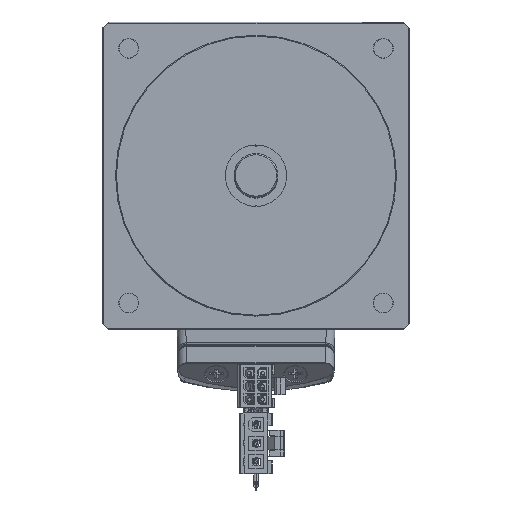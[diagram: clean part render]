
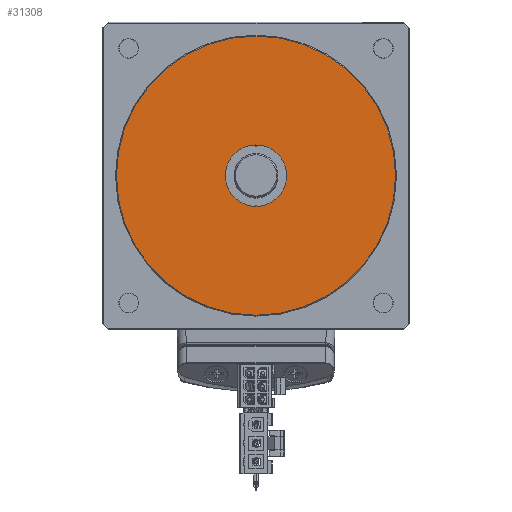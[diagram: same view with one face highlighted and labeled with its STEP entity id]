
A CAD part, top view. The second image highlights one B-rep face of the part: STEP entity #31308.
In plain terms, the highlighted planar face has unit normal (0, 0, 1).
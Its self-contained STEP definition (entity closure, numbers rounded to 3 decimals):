
#30391=CARTESIAN_POINT('',(0.,0.,18.75));
#30392=DIRECTION('',(0.,0.,-1.));
#30393=DIRECTION('',(1.,0.,0.));
#30394=AXIS2_PLACEMENT_3D('',#30391,#30392,#30393);
#30396=CARTESIAN_POINT('',(0.,0.,18.75));
#30397=DIRECTION('',(0.,0.,-1.));
#30398=DIRECTION('',(-1.,0.,0.));
#30399=AXIS2_PLACEMENT_3D('',#30396,#30397,#30398);
#30401=CARTESIAN_POINT('',(0.,0.,18.75));
#30402=DIRECTION('',(0.,0.,1.));
#30403=DIRECTION('',(-1.,0.,0.));
#30404=AXIS2_PLACEMENT_3D('',#30401,#30402,#30403);
#30406=CARTESIAN_POINT('',(0.,0.,18.75));
#30407=DIRECTION('',(0.,0.,1.));
#30408=DIRECTION('',(1.,0.,0.));
#30409=AXIS2_PLACEMENT_3D('',#30406,#30407,#30408);
#30526=CARTESIAN_POINT('',(7.,0.,18.75));
#30527=CARTESIAN_POINT('',(-7.,0.,18.75));
#30528=VERTEX_POINT('',#30526);
#30529=VERTEX_POINT('',#30527);
#30530=CARTESIAN_POINT('',(-31.8,0.,18.75));
#30531=CARTESIAN_POINT('',(31.8,0.,18.75));
#30532=VERTEX_POINT('',#30530);
#30533=VERTEX_POINT('',#30531);
#31294=CARTESIAN_POINT('',(0.,0.,18.75));
#31295=DIRECTION('',(0.,0.,1.));
#31296=DIRECTION('',(1.,0.,0.));
#31297=AXIS2_PLACEMENT_3D('',#31294,#31295,#31296);
#31298=PLANE('',#31297);
#31299=ORIENTED_EDGE('',*,*,#31261,.F.);
#31300=ORIENTED_EDGE('',*,*,#31276,.F.);
#31301=EDGE_LOOP('',(#31299,#31300));
#31302=FACE_OUTER_BOUND('',#31301,.F.);
#31303=ORIENTED_EDGE('',*,*,#30715,.F.);
#31305=ORIENTED_EDGE('',*,*,#31304,.F.);
#31306=EDGE_LOOP('',(#31303,#31305));
#31307=FACE_BOUND('',#31306,.F.);
#30395=CIRCLE('',#30394,7.);
#30400=CIRCLE('',#30399,7.);
#30405=CIRCLE('',#30404,31.8);
#30410=CIRCLE('',#30409,31.8);
#30715=EDGE_CURVE('',#30528,#30529,#30395,.T.);
#31261=EDGE_CURVE('',#30532,#30533,#30405,.T.);
#31276=EDGE_CURVE('',#30533,#30532,#30410,.T.);
#31304=EDGE_CURVE('',#30529,#30528,#30400,.T.);
#31308=ADVANCED_FACE('',(#31302,#31307),#31298,.T.);
